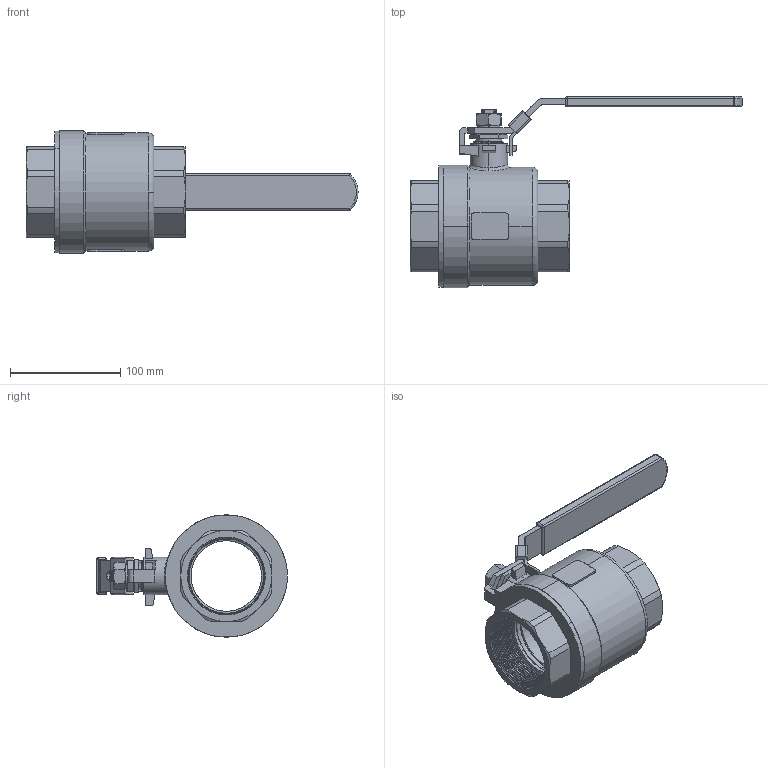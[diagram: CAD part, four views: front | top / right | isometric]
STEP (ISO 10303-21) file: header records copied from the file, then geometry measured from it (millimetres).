
FILE_DESCRIPTION (( 'STEP AP214' ), '1' );
FILE_NAME ('DN65轻型两片式球阀装配图.STEP', '2023-11-14T00:27:03', ( 'Windows User' ), ( 'P R C' ), 'SwSTEP 2.0', 'SolidWorks 2016', '' );
FILE_SCHEMA (( 'AUTOMOTIVE_DESIGN' ));
Length unit declared in the file: millimetre
Products named in the file (14): 2.5概裔; 2.5湮え; 2.5-3.0笢諳; 2.5-3.0跡擘; 2.5概极; 2.5-3.0參忒杶; 2.5-3.0笢粣; 蹟譫M14-2.5-3.0; DN65轻型两片式球阀装配图; 2.5-3.0СƬ; 2.5-3參忒; M14粟菜; 2.5球; 2.5球垫
Assembly tree (14 placements, depth 2):
  DN65轻型两片式球阀装配图
    2.5概极
    2.5概裔
    2.5-3參忒
    M14粟菜
    蹟譫M14-2.5-3.0
    2.5-3.0參忒杶
    2.5湮え
    2.5-3.0跡擘
    2.5球
    2.5球垫  x2
    2.5-3.0СƬ
    2.5-3.0笢諳
    2.5-3.0笢粣
Bounding box: 301 x 173.24 x 111 mm (x, y, z)
Volume: 654650.9 mm3; surface area: 261252.8 mm2
Topology: 19 solids, 20 shells, 659 faces, 1747 edges, 1129 vertices
Faces by surface type: cylinder 327, plane 159, bspline 74, cone 73, torus 14, sphere 12
Entity records: 66803 total; most frequent: CARTESIAN_POINT 44821, ORIENTED_EDGE 3416, DIRECTION 2570, EDGE_CURVE 1708, VERTEX_POINT 1111, AXIS2_PLACEMENT_3D 963, UNCERTAINTY_MEASURE_WITH_UNIT 687, EDGE_LOOP 683
